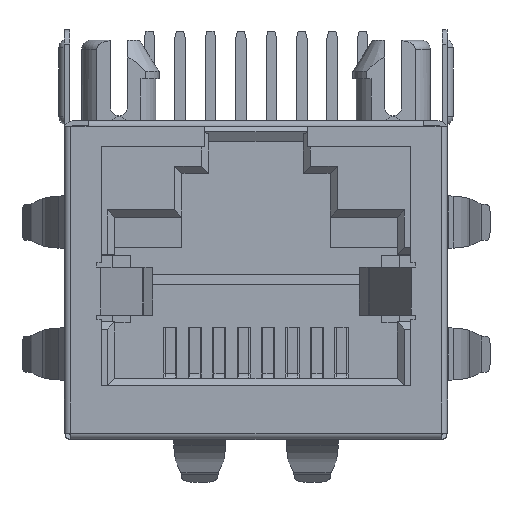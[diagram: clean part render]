
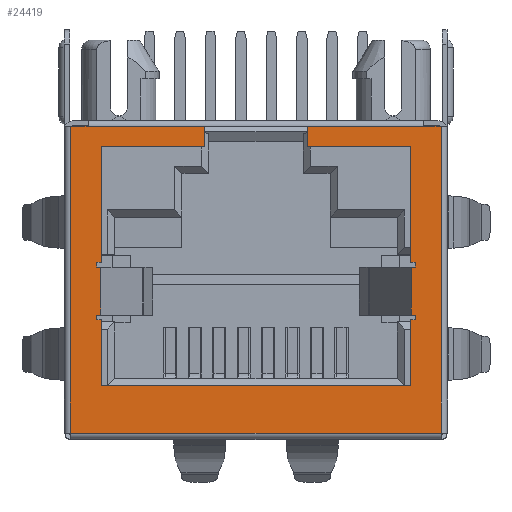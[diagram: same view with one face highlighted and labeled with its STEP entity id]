
A CAD part, top view. The second image highlights one B-rep face of the part: STEP entity #24419.
In plain terms, the highlighted planar face has unit normal (0, 0, 1).
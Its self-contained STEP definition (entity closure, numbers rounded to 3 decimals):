
#1327=DIRECTION('',(1.,0.,0.));
#1328=VECTOR('',#1327,15.44);
#1329=CARTESIAN_POINT('',(-7.72,-12.65,0.3));
#1330=LINE('',#1329,#1328);
#1365=DIRECTION('',(0.,1.,0.));
#1366=VECTOR('',#1365,12.8);
#1367=CARTESIAN_POINT('',(7.72,-12.65,0.3));
#1368=LINE('',#1367,#1366);
#1382=DIRECTION('',(-1.,0.,0.));
#1383=VECTOR('',#1382,0.72);
#1384=CARTESIAN_POINT('',(7.72,0.15,0.3));
#1385=LINE('',#1384,#1383);
#1758=DIRECTION('',(1.,0.,0.));
#1759=VECTOR('',#1758,0.75);
#1760=CARTESIAN_POINT('',(-7.75,0.15,0.3));
#1761=LINE('',#1760,#1759);
#1762=DIRECTION('',(0.,1.,0.));
#1763=VECTOR('',#1762,2.);
#1764=CARTESIAN_POINT('',(6.474,-7.73,0.3));
#1765=LINE('',#1764,#1763);
#1766=DIRECTION('',(1.,0.,0.));
#1767=VECTOR('',#1766,0.171);
#1768=CARTESIAN_POINT('',(6.474,-5.73,0.3));
#1769=LINE('',#1768,#1767);
#1770=DIRECTION('',(-1.,0.,0.));
#1771=VECTOR('',#1770,0.03);
#1772=CARTESIAN_POINT('',(-7.72,-12.65,0.3));
#1773=LINE('',#1772,#1771);
#1778=DIRECTION('',(0.,-1.,0.));
#1779=VECTOR('',#1778,12.8);
#1780=CARTESIAN_POINT('',(-7.75,0.15,0.3));
#1781=LINE('',#1780,#1779);
#2222=DIRECTION('',(-1.,0.,0.));
#2223=VECTOR('',#2222,4.85);
#2224=CARTESIAN_POINT('',(7.,0.15,0.3));
#2225=LINE('',#2224,#2223);
#2230=DIRECTION('',(-1.,0.,0.));
#2231=VECTOR('',#2230,4.85);
#2232=CARTESIAN_POINT('',(-2.15,0.15,0.3));
#2233=LINE('',#2232,#2231);
#2292=DIRECTION('',(0.,1.,0.));
#2293=VECTOR('',#2292,0.85);
#2294=CARTESIAN_POINT('',(2.15,-0.7,0.3));
#2295=LINE('',#2294,#2293);
#2304=DIRECTION('',(-1.,0.,0.));
#2305=VECTOR('',#2304,4.3);
#2306=CARTESIAN_POINT('',(6.45,-0.7,0.3));
#2307=LINE('',#2306,#2305);
#2324=DIRECTION('',(0.,1.,0.));
#2325=VECTOR('',#2324,4.83);
#2326=CARTESIAN_POINT('',(6.45,-5.53,0.3));
#2327=LINE('',#2326,#2325);
#2336=DIRECTION('',(-1.,0.,0.));
#2337=VECTOR('',#2336,0.195);
#2338=CARTESIAN_POINT('',(6.645,-5.53,0.3));
#2339=LINE('',#2338,#2337);
#2340=DIRECTION('',(0.,1.,0.));
#2341=VECTOR('',#2340,0.2);
#2342=CARTESIAN_POINT('',(6.645,-5.73,0.3));
#2343=LINE('',#2342,#2341);
#2356=DIRECTION('',(0.,-1.,0.));
#2357=VECTOR('',#2356,0.85);
#2358=CARTESIAN_POINT('',(-2.15,0.15,0.3));
#2359=LINE('',#2358,#2357);
#2368=DIRECTION('',(-1.,0.,0.));
#2369=VECTOR('',#2368,4.3);
#2370=CARTESIAN_POINT('',(-2.15,-0.7,0.3));
#2371=LINE('',#2370,#2369);
#2380=DIRECTION('',(0.,-1.,0.));
#2381=VECTOR('',#2380,4.83);
#2382=CARTESIAN_POINT('',(-6.45,-0.7,0.3));
#2383=LINE('',#2382,#2381);
#2400=DIRECTION('',(1.,0.,0.));
#2401=VECTOR('',#2400,0.195);
#2402=CARTESIAN_POINT('',(-6.645,-5.53,0.3));
#2403=LINE('',#2402,#2401);
#2408=DIRECTION('',(0.,-1.,0.));
#2409=VECTOR('',#2408,0.2);
#2410=CARTESIAN_POINT('',(-6.645,-5.53,0.3));
#2411=LINE('',#2410,#2409);
#2442=DIRECTION('',(1.,0.,0.));
#2443=VECTOR('',#2442,0.171);
#2444=CARTESIAN_POINT('',(-6.645,-5.73,0.3));
#2445=LINE('',#2444,#2443);
#2484=DIRECTION('',(1.,0.,0.));
#2485=VECTOR('',#2484,0.171);
#2486=CARTESIAN_POINT('',(-6.645,-7.73,0.3));
#2487=LINE('',#2486,#2485);
#2488=DIRECTION('',(0.,1.,0.));
#2489=VECTOR('',#2488,2.);
#2490=CARTESIAN_POINT('',(-6.474,-7.73,0.3));
#2491=LINE('',#2490,#2489);
#2532=DIRECTION('',(0.,-1.,0.));
#2533=VECTOR('',#2532,0.2);
#2534=CARTESIAN_POINT('',(-6.645,-7.73,0.3));
#2535=LINE('',#2534,#2533);
#2544=DIRECTION('',(1.,0.,0.));
#2545=VECTOR('',#2544,0.195);
#2546=CARTESIAN_POINT('',(-6.645,-7.93,0.3));
#2547=LINE('',#2546,#2545);
#2556=DIRECTION('',(0.,-1.,0.));
#2557=VECTOR('',#2556,2.72);
#2558=CARTESIAN_POINT('',(-6.45,-7.93,0.3));
#2559=LINE('',#2558,#2557);
#2564=DIRECTION('',(1.,0.,0.));
#2565=VECTOR('',#2564,12.9);
#2566=CARTESIAN_POINT('',(-6.45,-10.65,0.3));
#2567=LINE('',#2566,#2565);
#2576=DIRECTION('',(0.,1.,0.));
#2577=VECTOR('',#2576,2.72);
#2578=CARTESIAN_POINT('',(6.45,-10.65,0.3));
#2579=LINE('',#2578,#2577);
#2596=DIRECTION('',(-1.,0.,0.));
#2597=VECTOR('',#2596,0.195);
#2598=CARTESIAN_POINT('',(6.645,-7.93,0.3));
#2599=LINE('',#2598,#2597);
#2600=DIRECTION('',(0.,1.,0.));
#2601=VECTOR('',#2600,0.2);
#2602=CARTESIAN_POINT('',(6.645,-7.93,0.3));
#2603=LINE('',#2602,#2601);
#2646=DIRECTION('',(1.,0.,0.));
#2647=VECTOR('',#2646,0.171);
#2648=CARTESIAN_POINT('',(6.474,-7.73,0.3));
#2649=LINE('',#2648,#2647);
#19951=CARTESIAN_POINT('',(-7.75,-12.65,0.3));
#19952=VERTEX_POINT('',#19951);
#19957=CARTESIAN_POINT('',(-7.72,-12.65,0.3));
#19958=VERTEX_POINT('',#19957);
#19959=CARTESIAN_POINT('',(-7.75,0.15,0.3));
#19960=VERTEX_POINT('',#19959);
#19961=CARTESIAN_POINT('',(-7.,0.15,0.3));
#19962=VERTEX_POINT('',#19961);
#20127=CARTESIAN_POINT('',(6.474,-5.73,0.3));
#20129=VERTEX_POINT('',#20127);
#20140=CARTESIAN_POINT('',(6.645,-5.73,0.3));
#20141=VERTEX_POINT('',#20140);
#20142=CARTESIAN_POINT('',(6.474,-7.73,0.3));
#20143=VERTEX_POINT('',#20142);
#20146=CARTESIAN_POINT('',(7.72,-12.65,0.3));
#20147=VERTEX_POINT('',#20146);
#20148=CARTESIAN_POINT('',(7.72,0.15,0.3));
#20149=VERTEX_POINT('',#20148);
#20150=CARTESIAN_POINT('',(7.,0.15,0.3));
#20151=VERTEX_POINT('',#20150);
#20152=CARTESIAN_POINT('',(2.15,0.15,0.3));
#20153=VERTEX_POINT('',#20152);
#20154=CARTESIAN_POINT('',(2.15,-0.7,0.3));
#20155=VERTEX_POINT('',#20154);
#20156=CARTESIAN_POINT('',(6.45,-0.7,0.3));
#20157=VERTEX_POINT('',#20156);
#20158=CARTESIAN_POINT('',(6.45,-5.53,0.3));
#20159=VERTEX_POINT('',#20158);
#20160=CARTESIAN_POINT('',(6.645,-5.53,0.3));
#20161=VERTEX_POINT('',#20160);
#20162=CARTESIAN_POINT('',(6.645,-7.73,0.3));
#20163=VERTEX_POINT('',#20162);
#20164=CARTESIAN_POINT('',(6.645,-7.93,0.3));
#20165=VERTEX_POINT('',#20164);
#20166=CARTESIAN_POINT('',(6.45,-7.93,0.3));
#20167=VERTEX_POINT('',#20166);
#20168=CARTESIAN_POINT('',(6.45,-10.65,0.3));
#20169=VERTEX_POINT('',#20168);
#20170=CARTESIAN_POINT('',(-6.45,-10.65,0.3));
#20171=VERTEX_POINT('',#20170);
#20172=CARTESIAN_POINT('',(-6.45,-7.93,0.3));
#20173=VERTEX_POINT('',#20172);
#20174=CARTESIAN_POINT('',(-6.645,-7.93,0.3));
#20175=VERTEX_POINT('',#20174);
#20176=CARTESIAN_POINT('',(-6.645,-7.73,0.3));
#20177=VERTEX_POINT('',#20176);
#20178=CARTESIAN_POINT('',(-6.474,-7.73,0.3));
#20179=VERTEX_POINT('',#20178);
#20180=CARTESIAN_POINT('',(-6.474,-5.73,0.3));
#20181=VERTEX_POINT('',#20180);
#20182=CARTESIAN_POINT('',(-6.645,-5.73,0.3));
#20183=VERTEX_POINT('',#20182);
#20184=CARTESIAN_POINT('',(-6.645,-5.53,0.3));
#20185=VERTEX_POINT('',#20184);
#20186=CARTESIAN_POINT('',(-6.45,-5.53,0.3));
#20187=VERTEX_POINT('',#20186);
#20188=CARTESIAN_POINT('',(-6.45,-0.7,0.3));
#20189=VERTEX_POINT('',#20188);
#20190=CARTESIAN_POINT('',(-2.15,-0.7,0.3));
#20191=VERTEX_POINT('',#20190);
#20192=CARTESIAN_POINT('',(-2.15,0.15,0.3));
#20193=VERTEX_POINT('',#20192);
#24355=CARTESIAN_POINT('',(-0.015,-6.25,0.3));
#24356=DIRECTION('',(0.,0.,1.));
#24357=DIRECTION('',(-1.,0.,0.));
#24358=AXIS2_PLACEMENT_3D('',#24355,#24356,#24357);
#24359=PLANE('',#24358);
#24361=ORIENTED_EDGE('',*,*,#24360,.F.);
#24363=ORIENTED_EDGE('',*,*,#24362,.T.);
#24365=ORIENTED_EDGE('',*,*,#24364,.F.);
#24367=ORIENTED_EDGE('',*,*,#24366,.T.);
#24369=ORIENTED_EDGE('',*,*,#24368,.T.);
#24371=ORIENTED_EDGE('',*,*,#24370,.T.);
#24373=ORIENTED_EDGE('',*,*,#24372,.F.);
#24375=ORIENTED_EDGE('',*,*,#24374,.T.);
#24377=ORIENTED_EDGE('',*,*,#24376,.T.);
#24379=ORIENTED_EDGE('',*,*,#24378,.F.);
#24381=ORIENTED_EDGE('',*,*,#24380,.F.);
#24383=ORIENTED_EDGE('',*,*,#24382,.T.);
#24385=ORIENTED_EDGE('',*,*,#24384,.T.);
#24387=ORIENTED_EDGE('',*,*,#24386,.T.);
#24389=ORIENTED_EDGE('',*,*,#24388,.T.);
#24391=ORIENTED_EDGE('',*,*,#24390,.T.);
#24393=ORIENTED_EDGE('',*,*,#24392,.F.);
#24395=ORIENTED_EDGE('',*,*,#24394,.T.);
#24397=ORIENTED_EDGE('',*,*,#24396,.F.);
#24398=ORIENTED_EDGE('',*,*,#24346,.T.);
#24399=ORIENTED_EDGE('',*,*,#24335,.T.);
#24401=ORIENTED_EDGE('',*,*,#24400,.T.);
#24403=ORIENTED_EDGE('',*,*,#24402,.T.);
#24405=ORIENTED_EDGE('',*,*,#24404,.T.);
#24407=ORIENTED_EDGE('',*,*,#24406,.T.);
#24409=ORIENTED_EDGE('',*,*,#24408,.T.);
#24411=ORIENTED_EDGE('',*,*,#24410,.F.);
#24412=ORIENTED_EDGE('',*,*,#23830,.F.);
#24413=ORIENTED_EDGE('',*,*,#23798,.F.);
#24414=ORIENTED_EDGE('',*,*,#23747,.F.);
#24416=ORIENTED_EDGE('',*,*,#24415,.T.);
#24417=EDGE_LOOP('',(#24361,#24363,#24365,#24367,#24369,#24371,#24373,#24375,
#24377,#24379,#24381,#24383,#24385,#24387,#24389,#24391,#24393,#24395,#24397,
#24398,#24399,#24401,#24403,#24405,#24407,#24409,#24411,#24412,#24413,#24414,
#24416));
#24418=FACE_OUTER_BOUND('',#24417,.F.);
#24419=ADVANCED_FACE('',(#24418),#24359,.T.);
#23747=EDGE_CURVE('',#19958,#20147,#1330,.T.);
#23798=EDGE_CURVE('',#20147,#20149,#1368,.T.);
#23830=EDGE_CURVE('',#20149,#20151,#1385,.T.);
#24335=EDGE_CURVE('',#20129,#20141,#1769,.T.);
#24346=EDGE_CURVE('',#20143,#20129,#1765,.T.);
#24360=EDGE_CURVE('',#19960,#19952,#1781,.T.);
#24362=EDGE_CURVE('',#19960,#19962,#1761,.T.);
#24364=EDGE_CURVE('',#20193,#19962,#2233,.T.);
#24366=EDGE_CURVE('',#20193,#20191,#2359,.T.);
#24368=EDGE_CURVE('',#20191,#20189,#2371,.T.);
#24370=EDGE_CURVE('',#20189,#20187,#2383,.T.);
#24372=EDGE_CURVE('',#20185,#20187,#2403,.T.);
#24374=EDGE_CURVE('',#20185,#20183,#2411,.T.);
#24376=EDGE_CURVE('',#20183,#20181,#2445,.T.);
#24378=EDGE_CURVE('',#20179,#20181,#2491,.T.);
#24380=EDGE_CURVE('',#20177,#20179,#2487,.T.);
#24382=EDGE_CURVE('',#20177,#20175,#2535,.T.);
#24384=EDGE_CURVE('',#20175,#20173,#2547,.T.);
#24386=EDGE_CURVE('',#20173,#20171,#2559,.T.);
#24388=EDGE_CURVE('',#20171,#20169,#2567,.T.);
#24390=EDGE_CURVE('',#20169,#20167,#2579,.T.);
#24392=EDGE_CURVE('',#20165,#20167,#2599,.T.);
#24394=EDGE_CURVE('',#20165,#20163,#2603,.T.);
#24396=EDGE_CURVE('',#20143,#20163,#2649,.T.);
#24400=EDGE_CURVE('',#20141,#20161,#2343,.T.);
#24402=EDGE_CURVE('',#20161,#20159,#2339,.T.);
#24404=EDGE_CURVE('',#20159,#20157,#2327,.T.);
#24406=EDGE_CURVE('',#20157,#20155,#2307,.T.);
#24408=EDGE_CURVE('',#20155,#20153,#2295,.T.);
#24410=EDGE_CURVE('',#20151,#20153,#2225,.T.);
#24415=EDGE_CURVE('',#19958,#19952,#1773,.T.);
